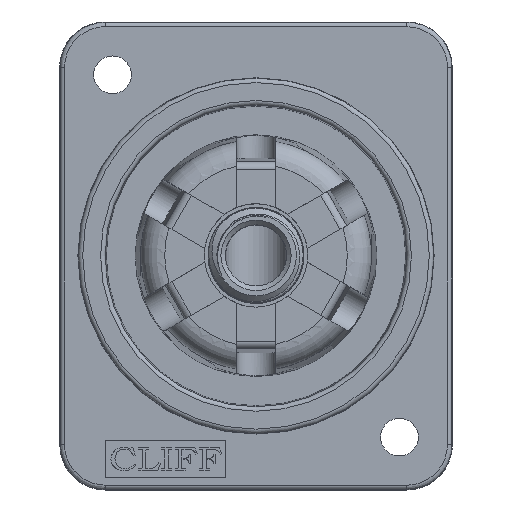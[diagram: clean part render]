
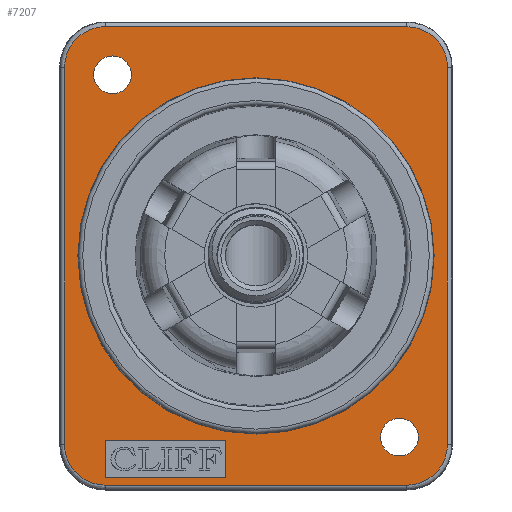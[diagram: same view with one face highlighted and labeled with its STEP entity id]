
A CAD part, top view. The second image highlights one B-rep face of the part: STEP entity #7207.
In plain terms, the highlighted planar face has unit normal (0, 0, 1).
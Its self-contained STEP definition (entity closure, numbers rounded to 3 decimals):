
#45=ELLIPSE('',#7625,2.7,2.7);
#48=ELLIPSE('',#7632,2.7,2.7);
#50=ELLIPSE('',#7637,2.7,2.7);
#52=ELLIPSE('',#7642,2.7,2.7);
#579=LINE('',#17688,#1080);
#583=LINE('',#17696,#1084);
#586=LINE('',#17702,#1087);
#589=LINE('',#17707,#1090);
#592=LINE('',#17748,#1093);
#594=LINE('',#17784,#1095);
#596=LINE('',#17820,#1097);
#598=LINE('',#17853,#1099);
#1080=VECTOR('',#8831,2.5);
#1084=VECTOR('',#8837,8.);
#1087=VECTOR('',#8842,2.5);
#1090=VECTOR('',#8847,8.);
#1093=VECTOR('',#8864,19.965);
#1095=VECTOR('',#8876,24.965);
#1097=VECTOR('',#8888,19.965);
#1099=VECTOR('',#8898,24.965);
#1561=FACE_BOUND('',#2320,.T.);
#1562=FACE_BOUND('',#2321,.T.);
#1563=FACE_BOUND('',#2322,.T.);
#1564=FACE_BOUND('',#2323,.T.);
#1879=FACE_OUTER_BOUND('',#2319,.T.);
#2319=EDGE_LOOP('',(#5780,#5781,#5782,#5783,#5784,#5785,#5786,#5787));
#2320=EDGE_LOOP('',(#5788));
#2321=EDGE_LOOP('',(#5789,#5790,#5791,#5792));
#2322=EDGE_LOOP('',(#5793));
#2323=EDGE_LOOP('',(#5794));
#2556=CIRCLE('',#7541,11.8);
#2565=CIRCLE('',#7649,1.25);
#2566=CIRCLE('',#7650,1.25);
#2912=VERTEX_POINT('',#16536);
#3125=VERTEX_POINT('',#17686);
#3126=VERTEX_POINT('',#17687);
#3129=VERTEX_POINT('',#17695);
#3131=VERTEX_POINT('',#17701);
#3134=VERTEX_POINT('',#17736);
#3135=VERTEX_POINT('',#17738);
#3137=VERTEX_POINT('',#17744);
#3139=VERTEX_POINT('',#17774);
#3141=VERTEX_POINT('',#17780);
#3143=VERTEX_POINT('',#17810);
#3145=VERTEX_POINT('',#17816);
#3147=VERTEX_POINT('',#17846);
#3149=VERTEX_POINT('',#17864);
#3150=VERTEX_POINT('',#17866);
#3712=EDGE_CURVE('',#2912,#2912,#2556,.T.);
#4031=EDGE_CURVE('',#3125,#3126,#579,.T.);
#4035=EDGE_CURVE('',#3129,#3125,#583,.T.);
#4038=EDGE_CURVE('',#3131,#3129,#586,.T.);
#4041=EDGE_CURVE('',#3126,#3131,#589,.T.);
#4044=EDGE_CURVE('',#3134,#3135,#45,.T.);
#4049=EDGE_CURVE('',#3135,#3137,#592,.T.);
#4052=EDGE_CURVE('',#3137,#3139,#48,.T.);
#4055=EDGE_CURVE('',#3139,#3141,#594,.T.);
#4058=EDGE_CURVE('',#3141,#3143,#50,.T.);
#4061=EDGE_CURVE('',#3143,#3145,#596,.T.);
#4064=EDGE_CURVE('',#3145,#3147,#52,.T.);
#4066=EDGE_CURVE('',#3147,#3134,#598,.T.);
#4072=EDGE_CURVE('',#3149,#3149,#2565,.T.);
#4073=EDGE_CURVE('',#3150,#3150,#2566,.T.);
#5780=ORIENTED_EDGE('',*,*,#4044,.F.);
#5781=ORIENTED_EDGE('',*,*,#4066,.F.);
#5782=ORIENTED_EDGE('',*,*,#4064,.F.);
#5783=ORIENTED_EDGE('',*,*,#4061,.F.);
#5784=ORIENTED_EDGE('',*,*,#4058,.F.);
#5785=ORIENTED_EDGE('',*,*,#4055,.F.);
#5786=ORIENTED_EDGE('',*,*,#4052,.F.);
#5787=ORIENTED_EDGE('',*,*,#4049,.F.);
#5788=ORIENTED_EDGE('',*,*,#3712,.T.);
#5789=ORIENTED_EDGE('',*,*,#4031,.T.);
#5790=ORIENTED_EDGE('',*,*,#4041,.T.);
#5791=ORIENTED_EDGE('',*,*,#4038,.T.);
#5792=ORIENTED_EDGE('',*,*,#4035,.T.);
#5793=ORIENTED_EDGE('',*,*,#4072,.T.);
#5794=ORIENTED_EDGE('',*,*,#4073,.T.);
#6488=PLANE('',#7648);
#7207=ADVANCED_FACE('',(#1879,#1561,#1562,#1563,#1564),#6488,.T.);
#7541=AXIS2_PLACEMENT_3D('',#16537,#8423,#8424);
#7625=AXIS2_PLACEMENT_3D('',#17739,#8853,#8854);
#7632=AXIS2_PLACEMENT_3D('',#17778,#8869,#8870);
#7637=AXIS2_PLACEMENT_3D('',#17814,#8881,#8882);
#7642=AXIS2_PLACEMENT_3D('',#17850,#8893,#8894);
#7648=AXIS2_PLACEMENT_3D('',#17863,#8912,#8913);
#7649=AXIS2_PLACEMENT_3D('',#17865,#8914,#8915);
#7650=AXIS2_PLACEMENT_3D('',#17867,#8916,#8917);
#8423=DIRECTION('center_axis',(0.,0.,
-1.));
#8424=DIRECTION('ref_axis',(-1.,0.,0.));
#8831=DIRECTION('',(0.,1.,0.));
#8837=DIRECTION('',(-1.,0.,0.));
#8842=DIRECTION('',(0.,-1.,0.));
#8847=DIRECTION('',(1.,0.,0.));
#8853=DIRECTION('center_axis',(0.,0.,
-1.));
#8854=DIRECTION('ref_axis',(-0.707,0.707,0.));
#8864=DIRECTION('',(1.,0.,0.));
#8869=DIRECTION('center_axis',(0.,0.,
-1.));
#8870=DIRECTION('ref_axis',(0.707,0.707,0.));
#8876=DIRECTION('',(0.,-1.,0.));
#8881=DIRECTION('center_axis',(0.,0.,
-1.));
#8882=DIRECTION('ref_axis',(0.707,-0.707,0.));
#8888=DIRECTION('',(-1.,0.,0.));
#8893=DIRECTION('center_axis',(0.,0.,
-1.));
#8894=DIRECTION('ref_axis',(-0.707,-0.707,0.));
#8898=DIRECTION('',(0.,1.,0.));
#8912=DIRECTION('center_axis',(0.,0.,
1.));
#8913=DIRECTION('ref_axis',(1.,0.,0.));
#8914=DIRECTION('center_axis',(0.,0.,
-1.));
#8915=DIRECTION('ref_axis',(-1.,0.,0.));
#8916=DIRECTION('center_axis',(0.,0.,
-1.));
#8917=DIRECTION('ref_axis',(-1.,0.,0.));
#16536=CARTESIAN_POINT('',(1.8,0.,2.3));
#16537=CARTESIAN_POINT('Origin',(-10.,0.,
2.3));
#17686=CARTESIAN_POINT('',(-20.,-14.7,2.3));
#17687=CARTESIAN_POINT('',(-20.,-12.2,2.3));
#17688=CARTESIAN_POINT('',(-20.,-7.35,2.3));
#17695=CARTESIAN_POINT('',(-12.,-14.7,2.3));
#17696=CARTESIAN_POINT('',(-11.,-14.7,2.3));
#17701=CARTESIAN_POINT('',(-12.,-12.2,2.3));
#17702=CARTESIAN_POINT('',(-12.,-6.1,2.3));
#17707=CARTESIAN_POINT('',(-15.,-12.2,2.3));
#17736=CARTESIAN_POINT('',(-22.683,12.483,2.3));
#17738=CARTESIAN_POINT('',(-19.983,15.183,2.3));
#17739=CARTESIAN_POINT('Origin',(-19.982,12.482,2.3));
#17744=CARTESIAN_POINT('',(-0.017,15.183,2.3));
#17748=CARTESIAN_POINT('',(-16.5,15.183,2.3));
#17774=CARTESIAN_POINT('',(2.683,12.483,2.3));
#17778=CARTESIAN_POINT('Origin',(-0.018,12.482,2.3));
#17780=CARTESIAN_POINT('',(2.683,-12.483,2.3));
#17784=CARTESIAN_POINT('',(2.683,7.75,2.3));
#17810=CARTESIAN_POINT('',(-0.017,-15.183,2.3));
#17814=CARTESIAN_POINT('Origin',(-0.018,-12.482,
2.3));
#17816=CARTESIAN_POINT('',(-19.983,-15.183,2.3));
#17820=CARTESIAN_POINT('',(-3.5,-15.183,2.3));
#17846=CARTESIAN_POINT('',(-22.683,-12.483,2.3));
#17850=CARTESIAN_POINT('Origin',(-19.982,-12.482,2.3));
#17853=CARTESIAN_POINT('',(-22.683,-7.75,2.3));
#17863=CARTESIAN_POINT('Origin',(-10.,0.,
2.3));
#17864=CARTESIAN_POINT('',(0.75,-12.,2.3));
#17865=CARTESIAN_POINT('Origin',(-0.5,-12.,2.3));
#17866=CARTESIAN_POINT('',(-18.25,12.,2.3));
#17867=CARTESIAN_POINT('Origin',(-19.5,12.,2.3));
